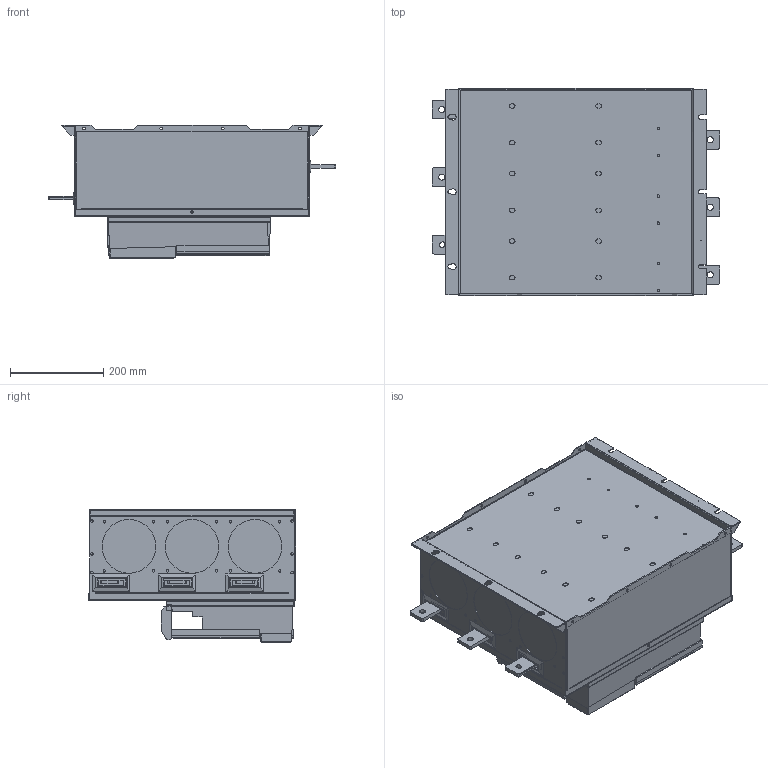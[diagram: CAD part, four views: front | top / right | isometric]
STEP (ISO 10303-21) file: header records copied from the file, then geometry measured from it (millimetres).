
FILE_DESCRIPTION (( 'STEP AP214' ), '1' );
FILE_NAME ('315.STEP', '2023-11-30T10:11:06', ( '' ), ( '' ), 'SwSTEP 2.0', 'SolidWorks 2022', '' );
FILE_SCHEMA (( 'AUTOMOTIVE_DESIGN' ));
Length unit declared in the file: millimetre
Products named in the file (1): 315
Bounding box: 614.4 x 443 x 286.6 mm (x, y, z)
Volume: 45803372.1 mm3; surface area: 2028894.4 mm2
Topology: 1 solids, 8 shells, 2012 faces, 5044 edges, 3193 vertices
Faces by surface type: plane 1452, cylinder 430, bspline 68, cone 40, torus 16, sphere 6
Entity records: 83716 total; most frequent: CARTESIAN_POINT 15240, ORIENTED_EDGE 10080, DIRECTION 9603, EDGE_CURVE 5040, LINE 3947, VECTOR 3947, VERTEX_POINT 3193, AXIS2_PLACEMENT_3D 2828
